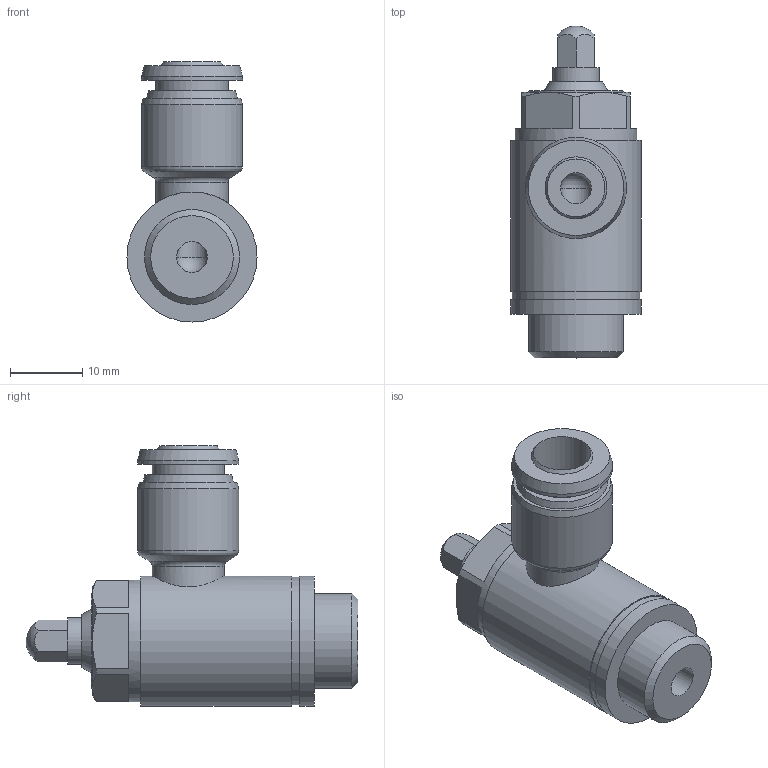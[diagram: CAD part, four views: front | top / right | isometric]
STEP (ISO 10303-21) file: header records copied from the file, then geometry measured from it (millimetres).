
FILE_DESCRIPTION(/* description */ ('STEP AP214'),/* implementation_level */ '2;1');
FILE_NAME(/* name */ '578800_VFOH-LE-A-G14-Q8',/* time_stamp */ '2024-09-13T13:25:35+02:00',/* author */ ('License CC BY-ND 4.0'),/* organization */ ('CADENAS'),/* preprocessor_version */ 'ST-DEVELOPER v19.3',/* originating_system */ 'PARTsolutions',/* authorisation */ ' ');
FILE_SCHEMA (('AUTOMOTIVE_DESIGN {1 0 10303 214 3 1 1}'));
Length unit declared in the file: millimetre
Products named in the file (1): 578800 VFOH-LE-A-G14-Q8
Bounding box: 18 x 45.95 x 36 mm (x, y, z)
Volume: 9543.7 mm3; surface area: 4424.3 mm2
Topology: 1 solids, 1 shells, 63 faces, 135 edges, 85 vertices
Faces by surface type: plane 32, cylinder 14, cone 13, sphere 2, torus 2
Full cylindrical faces by diameter (mm): 4.3 x2, 6.5 x1, 8 x1, 10 x2, 13.05 x1, 13.157 x1, 14 x2, 16.8 x1, 17.7 x1, 18 x2
Entity records: 2028 total; most frequent: CARTESIAN_POINT 301, DIRECTION 280, ORIENTED_EDGE 208, AXIS2_PLACEMENT_3D 125, EDGE_CURVE 104, EDGE_LOOP 101, FACE_BOUND 101, VERTEX_POINT 79
